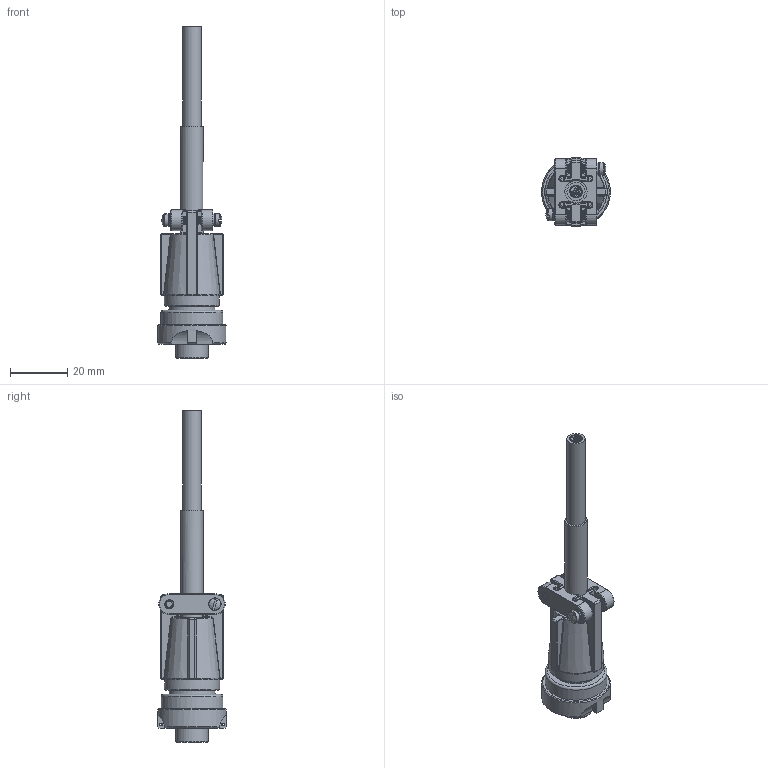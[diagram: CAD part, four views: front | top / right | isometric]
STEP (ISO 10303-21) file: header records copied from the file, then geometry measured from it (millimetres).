
FILE_DESCRIPTION(/* description */ (''),/* implementation_level */ '2;1');
FILE_NAME(/* name */ 'D2Q.stp',/* time_stamp */ '2017-05-03T17:07:26-04:00',/* author */ ('aneininger'),/* organization */ (''),/* preprocessor_version */ 'ST-DEVELOPER v16.5',/* originating_system */ 'Autodesk Inventor 2017',/* authorisation */ '');
FILE_SCHEMA (('AUTOMOTIVE_DESIGN { 1 0 10303 214 3 1 1 }'));
Products named in the file (1): D2Q
Bounding box: 24.1 x 24.12 x 116.36 mm (x, y, z)
Volume: 15592.7 mm3; surface area: 9505.8 mm2
Topology: 14 solids, 20 shells, 707 faces, 1798 edges, 1049 vertices
Faces by surface type: bspline 167, torus 167, cylinder 160, plane 157, sphere 36, cone 20
Full cylindrical faces by diameter (mm): 0.762 x2, 2.235 x2, 2.54 x2, 3.048 x2, 3.302 x2, 4.026 x1, 4.267 x2, 4.369 x4, 6.35 x1, 7.747 x1, 7.823 x1, 9.55 x1, 14.732 x1, 19.304 x1, 21.717 x1, 24.13 x1
Entity records: 38533 total; most frequent: CARTESIAN_POINT 21330, DIRECTION 3694, ORIENTED_EDGE 3386, AXIS2_PLACEMENT_3D 1703, EDGE_CURVE 1663, CIRCLE 1063, VERTEX_POINT 1010, EDGE_LOOP 840
